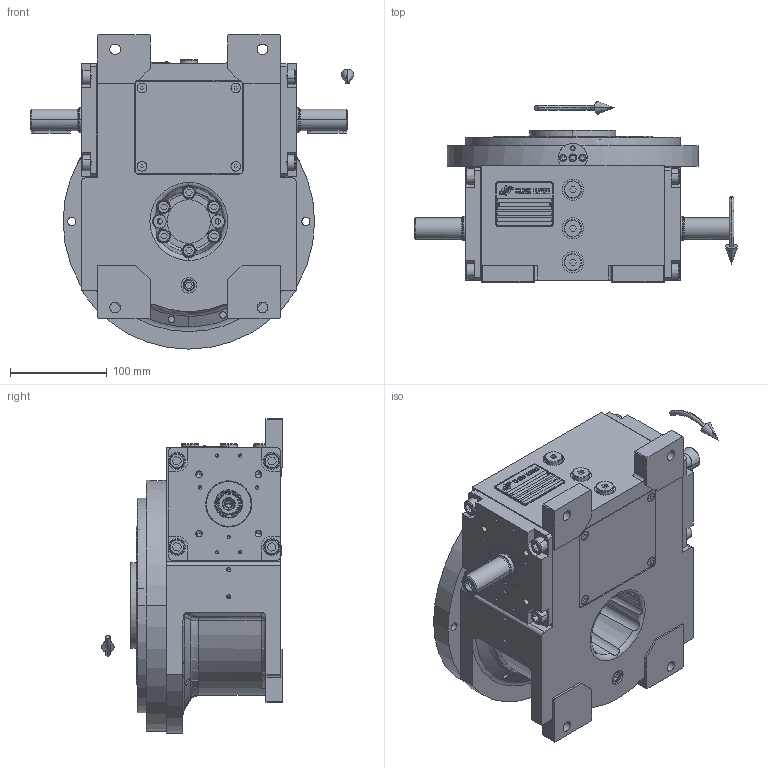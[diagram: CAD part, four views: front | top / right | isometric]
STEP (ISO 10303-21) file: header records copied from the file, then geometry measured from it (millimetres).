
FILE_DESCRIPTION (( 'STEP AP203' ), '1' );
FILE_NAME ('PC5201972.step', '2026-03-25T07:42:55', ( '' ), ( '' ), 'SwSTEP 2.0', 'SolidWorks 2020', '' );
FILE_SCHEMA (( 'CONFIG_CONTROL_DESIGN' ));
Length unit declared in the file: millimetre
Products named in the file (76): olio_agip_blasia_150; AS_rig06_004; cfn2000_01_126; freccia_angolare_albero; rig06_005_n_02; cfn2003_01_054; CFN2203_02_001.stp; cfn2201_01_040; AS_rig06_071_8_m_n_03; cfn2151_01_290; cfn2000_01_103; CFN2000_01_185.stp; cfn2151_01_090; cfn2107_01_001; rig06_002_bc_001; rig06_015; RIG06_005_S_002_ASM.stp; cfn2128_19_002; cfn2115_02_182; cfn2073_01_012; AS_rig06_004_s_001; cfn2155_01_056; rig06_071_08_m_n_03_asm.stp; AS_rig06_002_bc_001; CFN2104_02_017.stp; AS_rig06_016; rig06_004_s_001; rig06_007_master; cfn2000_01_124; freccia_angolare; rig06_001_a; cfn2115_02_165; rig06_003_8; cfn2128_04_004; CFN2010_01_012.stp; cfn2104_01_016; cfn2070_05_005; CFN2356_03_047.stp; cfn2476_01_002_60x46; cfn2077_01_018 ...
Assembly tree (69 placements, depth 5):
  olio_agip_blasia_150
  CFN2203_02_001.stp
  cfn2201_01_040
  cfn2151_01_290
  cfn2151_01_090
Bounding box: 334.5 x 187 x 325 mm (x, y, z)
Volume: 2612198.8 mm3; surface area: 785239 mm2
Topology: 61 solids, 61 shells, 1978 faces, 4915 edges, 3154 vertices
Faces by surface type: plane 1009, cylinder 641, cone 294, torus 22, bspline 6, sphere 6
Entity records: 67388 total; most frequent: CARTESIAN_POINT 14716, DIRECTION 9417, ORIENTED_EDGE 9076, EDGE_CURVE 4538, AXIS2_PLACEMENT_3D 3244, VERTEX_POINT 2963, VECTOR 2929, LINE 2929
